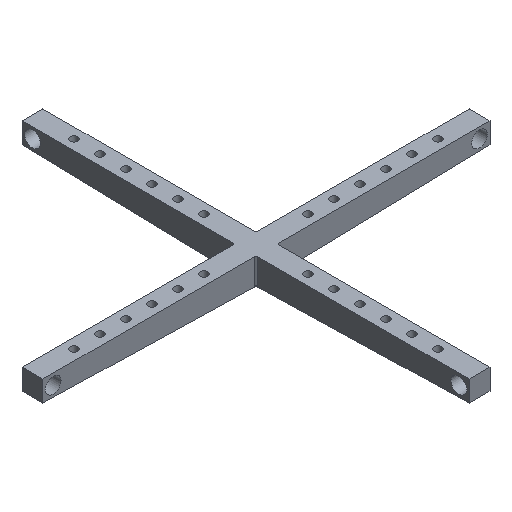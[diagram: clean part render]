
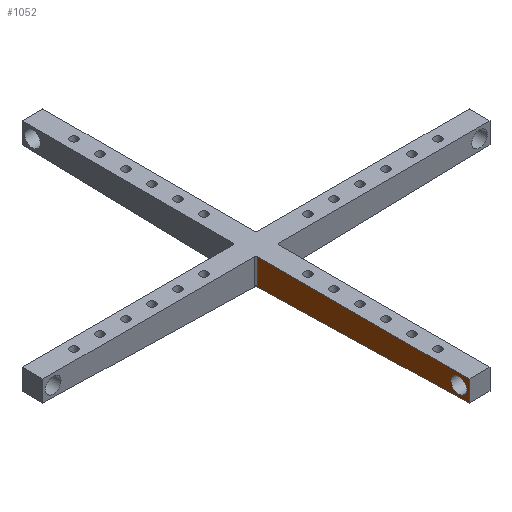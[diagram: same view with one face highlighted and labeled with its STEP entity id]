
A CAD part, isometric view. The second image highlights one B-rep face of the part: STEP entity #1052.
In plain terms, the highlighted planar face has unit normal (-1, 0, 0).
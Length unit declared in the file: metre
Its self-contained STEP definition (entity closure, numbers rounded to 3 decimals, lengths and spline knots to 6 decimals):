
#47=B_SPLINE_CURVE_WITH_KNOTS('',3,(#1664,#1665,#1666,#1667),
 .UNSPECIFIED.,.F.,.F.,(4,4),(0.000001,0.00019),
 .UNSPECIFIED.);
#64=PLANE('',#1174);
#112=CIRCLE('',#1175,0.0015);
#286=ORIENTED_EDGE('',*,*,#471,.T.);
#287=ORIENTED_EDGE('',*,*,#386,.F.);
#288=ORIENTED_EDGE('',*,*,#378,.T.);
#289=ORIENTED_EDGE('',*,*,#434,.T.);
#290=ORIENTED_EDGE('',*,*,#472,.F.);
#291=ORIENTED_EDGE('',*,*,#473,.F.);
#292=ORIENTED_EDGE('',*,*,#474,.F.);
#378=EDGE_CURVE('',#503,#506,#611,.T.);
#386=EDGE_CURVE('',#503,#513,#617,.T.);
#434=EDGE_CURVE('',#506,#555,#47,.T.);
#471=EDGE_CURVE('',#585,#585,#112,.T.);
#472=EDGE_CURVE('',#586,#555,#645,.T.);
#473=EDGE_CURVE('',#587,#586,#646,.T.);
#474=EDGE_CURVE('',#513,#587,#647,.T.);
#503=VERTEX_POINT('',#1528);
#506=VERTEX_POINT('',#1533);
#513=VERTEX_POINT('',#1551);
#555=VERTEX_POINT('',#1663);
#585=VERTEX_POINT('',#1760);
#586=VERTEX_POINT('',#1762);
#587=VERTEX_POINT('',#1764);
#611=LINE('',#1534,#659);
#617=LINE('',#1550,#665);
#645=LINE('',#1761,#693);
#646=LINE('',#1763,#694);
#647=LINE('',#1765,#695);
#659=VECTOR('',#1231,1.);
#665=VECTOR('',#1245,1.);
#693=VECTOR('',#1429,1.);
#694=VECTOR('',#1430,1.);
#695=VECTOR('',#1431,1.);
#790=EDGE_LOOP('',(#286));
#791=EDGE_LOOP('',(#287,#288,#289,#290,#291,#292));
#931=FACE_BOUND('',#790,.T.);
#932=FACE_BOUND('',#791,.T.);
#1052=ADVANCED_FACE('',(#931,#932),#64,.F.);
#1174=AXIS2_PLACEMENT_3D('',#1758,#1425,#1426);
#1175=AXIS2_PLACEMENT_3D('',#1759,#1427,#1428);
#1231=DIRECTION('',(0.,0.,-1.));
#1245=DIRECTION('',(0.,-1.,0.));
#1425=DIRECTION('',(1.,0.,0.));
#1426=DIRECTION('',(0.,1.,0.));
#1427=DIRECTION('',(1.,0.,0.));
#1428=DIRECTION('',(0.,0.,-1.));
#1429=DIRECTION('',(0.,0.,1.));
#1430=DIRECTION('',(0.,1.,-0.025));
#1431=DIRECTION('',(0.,0.,-1.));
#1528=CARTESIAN_POINT('',(-0.002,-0.002236,0.));
#1533=CARTESIAN_POINT('',(-0.002,-0.002236,-0.005));
#1534=CARTESIAN_POINT('',(-0.002,-0.002236,-0.0005));
#1550=CARTESIAN_POINT('',(-0.002,-0.023,0.));
#1551=CARTESIAN_POINT('',(-0.002,-0.043,0.));
#1663=CARTESIAN_POINT('',(-0.002,-0.0021,-0.004867));
#1664=CARTESIAN_POINT('',(-0.002,-0.002236,-0.005));
#1665=CARTESIAN_POINT('',(-0.002,-0.002191,-0.004955));
#1666=CARTESIAN_POINT('',(-0.002,-0.002146,-0.004911));
#1667=CARTESIAN_POINT('',(-0.002,-0.0021,-0.004867));
#1758=CARTESIAN_POINT('',(-0.002,-0.023,-0.0025));
#1759=CARTESIAN_POINT('',(-0.002,-0.041,-0.002));
#1760=CARTESIAN_POINT('',(-0.002,-0.041,-0.0035));
#1761=CARTESIAN_POINT('',(-0.002,-0.0021,-0.005025));
#1762=CARTESIAN_POINT('',(-0.002,-0.0021,-0.005023));
#1763=CARTESIAN_POINT('',(-0.002,-0.023,-0.0045));
#1764=CARTESIAN_POINT('',(-0.002,-0.043,-0.004));
#1765=CARTESIAN_POINT('',(-0.002,-0.043,-0.002));
